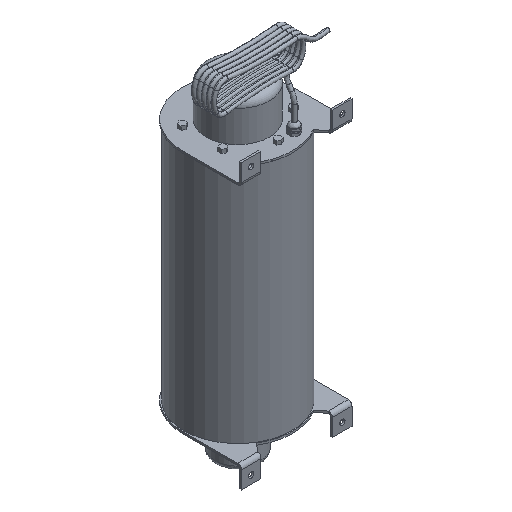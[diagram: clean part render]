
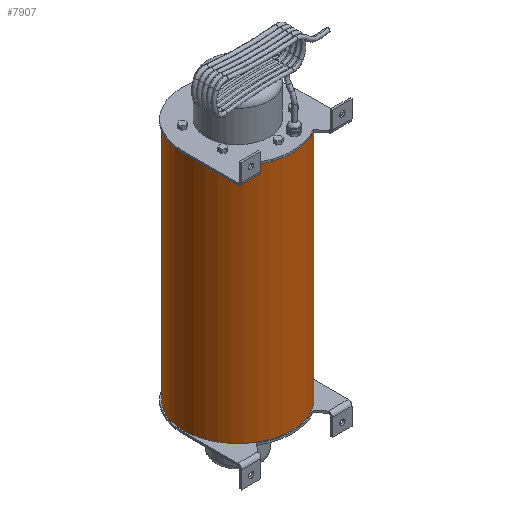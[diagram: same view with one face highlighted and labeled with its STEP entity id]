
A CAD part, isometric view. The second image highlights one B-rep face of the part: STEP entity #7907.
In plain terms, the highlighted cylindrical face has radius 112 mm (diameter 224 mm), a full revolution.
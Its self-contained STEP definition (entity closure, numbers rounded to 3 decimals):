
#110=CIRCLE($,#8228,112.);
#111=CIRCLE($,#8230,112.);
#158=CIRCLE($,#8416,112.);
#159=CIRCLE($,#8417,112.);
#301=FACE_BOUND($,#1373,.T.);
#302=FACE_BOUND($,#1374,.T.);
#899=FACE_OUTER_BOUND($,#1372,.T.);
#1372=EDGE_LOOP($,(#6303));
#1373=EDGE_LOOP($,(#6304));
#1374=EDGE_LOOP($,(#6305,#6306,#6307,#6308,#6309,#6310,#6311,#6312));
#1788=B_SPLINE_CURVE_WITH_KNOTS($,3,(#12339,#12340,#12341,#12342,#12343,
#12344,#12345,#12346,#12347,#12348),.UNSPECIFIED.,.F.,.F.,(4,2,2,2,4),(1.144,
1.438,1.733,2.015,2.297),
 .UNSPECIFIED.);
#1789=B_SPLINE_CURVE_WITH_KNOTS($,3,(#12357,#12358,#12359,#12360,#12361,
#12362,#12363,#12364,#12365,#12366),.UNSPECIFIED.,.F.,.F.,(4,2,2,2,4),(2.297,
2.58,2.862,3.156,3.451),
 .UNSPECIFIED.);
#1790=B_SPLINE_CURVE_WITH_KNOTS($,3,(#12377,#12378,#12379,#12380,#12381,
#12382,#12383,#12384,#12385,#12386),.UNSPECIFIED.,.F.,.F.,(4,2,2,2,4),(0.,
0.282,0.565,0.856,1.147),
 .UNSPECIFIED.);
#1791=B_SPLINE_CURVE_WITH_KNOTS($,3,(#12393,#12394,#12395,#12396,#12397,
#12398,#12399,#12400,#12401,#12402),.UNSPECIFIED.,.F.,.F.,(4,2,2,2,4),(-1.147,
-0.856,-0.565,-0.282,0.),
 .UNSPECIFIED.);
#2085=LINE($,#12353,#2714);
#2090=LINE($,#12390,#2719);
#2714=VECTOR($,#8892,105.);
#2719=VECTOR($,#8911,105.);
#3462=VERTEX_POINT($,#12336);
#3463=VERTEX_POINT($,#12338);
#3464=VERTEX_POINT($,#12351);
#3465=VERTEX_POINT($,#12355);
#3466=VERTEX_POINT($,#12368);
#3467=VERTEX_POINT($,#12372);
#3468=VERTEX_POINT($,#12376);
#3469=VERTEX_POINT($,#12389);
#3692=VERTEX_POINT($,#14096);
#3693=VERTEX_POINT($,#14098);
#4295=EDGE_CURVE($,#3463,#3462,#1788,.T.);
#4298=EDGE_CURVE($,#3462,#3464,#2085,.T.);
#4300=EDGE_CURVE($,#3464,#3465,#1789,.T.);
#4302=EDGE_CURVE($,#3465,#3466,#110,.T.);
#4303=EDGE_CURVE($,#3467,#3463,#111,.T.);
#4305=EDGE_CURVE($,#3468,#3467,#1790,.T.);
#4307=EDGE_CURVE($,#3469,#3468,#2090,.T.);
#4309=EDGE_CURVE($,#3466,#3469,#1791,.T.);
#4643=EDGE_CURVE($,#3692,#3692,#158,.T.);
#4644=EDGE_CURVE($,#3693,#3693,#159,.T.);
#6303=ORIENTED_EDGE($,*,*,#4643,.F.);
#6304=ORIENTED_EDGE($,*,*,#4644,.F.);
#6305=ORIENTED_EDGE($,*,*,#4295,.T.);
#6306=ORIENTED_EDGE($,*,*,#4298,.T.);
#6307=ORIENTED_EDGE($,*,*,#4300,.T.);
#6308=ORIENTED_EDGE($,*,*,#4302,.T.);
#6309=ORIENTED_EDGE($,*,*,#4309,.T.);
#6310=ORIENTED_EDGE($,*,*,#4307,.T.);
#6311=ORIENTED_EDGE($,*,*,#4305,.T.);
#6312=ORIENTED_EDGE($,*,*,#4303,.T.);
#7655=CYLINDRICAL_SURFACE($,#8415,112.);
#7907=ADVANCED_FACE($,(#899,#301,#302),#7655,.T.);
#8228=AXIS2_PLACEMENT_3D($,#12370,#8899,#8900);
#8230=AXIS2_PLACEMENT_3D($,#12373,#8903,#8904);
#8415=AXIS2_PLACEMENT_3D($,#14095,#9462,#9463);
#8416=AXIS2_PLACEMENT_3D($,#14097,#9464,#9465);
#8417=AXIS2_PLACEMENT_3D($,#14099,#9466,#9467);
#8892=DIRECTION($,(0.,0.,1.));
#8899=DIRECTION('center_axis',(0.,0.,
1.));
#8900=DIRECTION('ref_axis',(1.,0.,0.));
#8903=DIRECTION('center_axis',(0.,0.,
-1.));
#8904=DIRECTION('ref_axis',(1.,0.,0.));
#8911=DIRECTION($,(0.,0.,-1.));
#9462=DIRECTION('center_axis',(0.,0.,-1.));
#9463=DIRECTION('ref_axis',(1.,0.,0.));
#9464=DIRECTION('center_axis',(0.,0.,1.));
#9465=DIRECTION('ref_axis',(1.,0.,0.));
#9466=DIRECTION('center_axis',(0.,0.,-1.));
#9467=DIRECTION('ref_axis',(1.,0.,0.));
#12336=CARTESIAN_POINT('',(35.186,106.329,-347.354));
#12338=CARTESIAN_POINT('',(27.686,108.524,-354.854));
#12339=CARTESIAN_POINT('Ctrl Pts',(27.686,108.524,-354.854));
#12340=CARTESIAN_POINT('Ctrl Pts',(28.637,108.282,-354.854));
#12341=CARTESIAN_POINT('Ctrl Pts',(29.648,108.009,-354.663));
#12342=CARTESIAN_POINT('Ctrl Pts',(31.509,107.481,-353.885));
#12343=CARTESIAN_POINT('Ctrl Pts',(32.359,107.226,-353.298));
#12344=CARTESIAN_POINT('Ctrl Pts',(33.677,106.819,-351.96));
#12345=CARTESIAN_POINT('Ctrl Pts',(34.243,106.637,-351.128));
#12346=CARTESIAN_POINT('Ctrl Pts',(34.998,106.392,-349.296));
#12347=CARTESIAN_POINT('Ctrl Pts',(35.186,106.329,-348.296));
#12348=CARTESIAN_POINT('Ctrl Pts',(35.186,106.329,-347.354));
#12351=CARTESIAN_POINT('',(35.186,106.329,-242.354));
#12353=CARTESIAN_POINT($,(35.186,106.329,0.));
#12355=CARTESIAN_POINT('',(27.686,108.524,-234.854));
#12357=CARTESIAN_POINT('Ctrl Pts',(35.186,106.329,-242.354));
#12358=CARTESIAN_POINT('Ctrl Pts',(35.186,106.329,-241.413));
#12359=CARTESIAN_POINT('Ctrl Pts',(34.998,106.392,-240.413));
#12360=CARTESIAN_POINT('Ctrl Pts',(34.243,106.637,-238.581));
#12361=CARTESIAN_POINT('Ctrl Pts',(33.677,106.819,-237.749));
#12362=CARTESIAN_POINT('Ctrl Pts',(32.359,107.226,-236.41));
#12363=CARTESIAN_POINT('Ctrl Pts',(31.509,107.481,-235.823));
#12364=CARTESIAN_POINT('Ctrl Pts',(29.648,108.009,-235.045));
#12365=CARTESIAN_POINT('Ctrl Pts',(28.637,108.282,-234.854));
#12366=CARTESIAN_POINT('Ctrl Pts',(27.686,108.524,-234.854));
#12368=CARTESIAN_POINT('',(-23.314,109.547,-234.854));
#12370=CARTESIAN_POINT('Origin',(0.,0.,-234.854));
#12372=CARTESIAN_POINT('',(-23.314,109.547,-354.854));
#12373=CARTESIAN_POINT('Origin',(0.,0.,-354.854));
#12376=CARTESIAN_POINT('',(-30.814,107.678,-347.354));
#12377=CARTESIAN_POINT('Ctrl Pts',(-30.814,107.678,-347.354));
#12378=CARTESIAN_POINT('Ctrl Pts',(-30.814,107.678,-348.296));
#12379=CARTESIAN_POINT('Ctrl Pts',(-30.625,107.732,-349.297));
#12380=CARTESIAN_POINT('Ctrl Pts',(-29.867,107.945,-351.133));
#12381=CARTESIAN_POINT('Ctrl Pts',(-29.298,108.102,-351.968));
#12382=CARTESIAN_POINT('Ctrl Pts',(-27.977,108.452,-353.305));
#12383=CARTESIAN_POINT('Ctrl Pts',(-27.129,108.669,-353.889));
#12384=CARTESIAN_POINT('Ctrl Pts',(-25.272,109.116,-354.664));
#12385=CARTESIAN_POINT('Ctrl Pts',(-24.262,109.345,-354.854));
#12386=CARTESIAN_POINT('Ctrl Pts',(-23.314,109.547,-354.854));
#12389=CARTESIAN_POINT('',(-30.814,107.678,-242.354));
#12390=CARTESIAN_POINT($,(-30.814,107.678,0.));
#12393=CARTESIAN_POINT('Ctrl Pts',(-23.314,109.547,-234.854));
#12394=CARTESIAN_POINT('Ctrl Pts',(-24.262,109.345,-234.854));
#12395=CARTESIAN_POINT('Ctrl Pts',(-25.272,109.116,-235.045));
#12396=CARTESIAN_POINT('Ctrl Pts',(-27.129,108.669,-235.82));
#12397=CARTESIAN_POINT('Ctrl Pts',(-27.977,108.452,-236.404));
#12398=CARTESIAN_POINT('Ctrl Pts',(-29.298,108.102,-237.74));
#12399=CARTESIAN_POINT('Ctrl Pts',(-29.867,107.945,-238.575));
#12400=CARTESIAN_POINT('Ctrl Pts',(-30.625,107.732,-240.411));
#12401=CARTESIAN_POINT('Ctrl Pts',(-30.814,107.678,-241.413));
#12402=CARTESIAN_POINT('Ctrl Pts',(-30.814,107.678,-242.354));
#14095=CARTESIAN_POINT('Origin',(0.,0.,0.));
#14096=CARTESIAN_POINT('',(-112.,0.,0.));
#14097=CARTESIAN_POINT('Origin',(0.,0.,0.));
#14098=CARTESIAN_POINT('',(-112.,0.,-500.));
#14099=CARTESIAN_POINT('Origin',(0.,0.,-500.));
